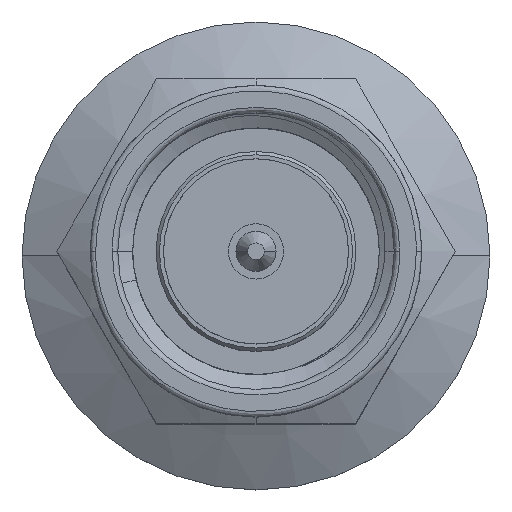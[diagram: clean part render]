
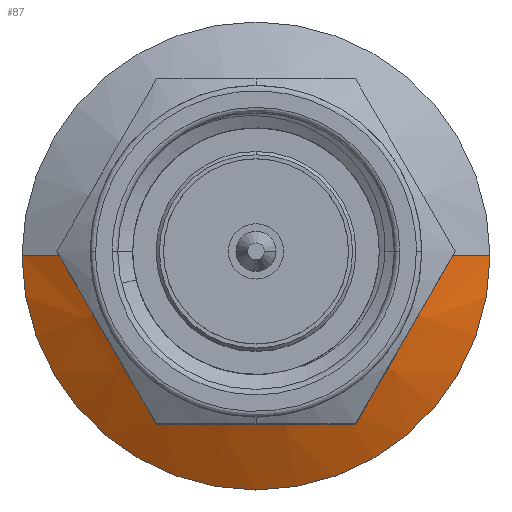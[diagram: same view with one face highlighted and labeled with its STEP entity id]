
A CAD part, top view. The second image highlights one B-rep face of the part: STEP entity #87.
In plain terms, the highlighted conical face has half-angle 60.912 degrees and reference radius 5.375 mm.
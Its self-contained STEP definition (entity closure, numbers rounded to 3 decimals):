
#16 = CIRCLE ( 'NONE', #2300, 5.375 ) ;
#87 = ADVANCED_FACE ( 'NONE', ( #5011 ), #371, .T. ) ;
#310 = ORIENTED_EDGE ( 'NONE', *, *, #2215, .T. ) ;
#371 = CONICAL_SURFACE ( 'NONE', #5524, 5.375, 1.063 ) ;
#638 = DIRECTION ( 'NONE',  ( 0., 1., 0. ) ) ;
#761 = EDGE_CURVE ( 'NONE', #1320, #2645, #4387, .T. ) ;
#830 = VERTEX_POINT ( 'NONE', #2063 ) ;
#1320 = VERTEX_POINT ( 'NONE', #4616 ) ;
#1323 = ORIENTED_EDGE ( 'NONE', *, *, #5152, .F. ) ;
#1329 = VERTEX_POINT ( 'NONE', #2435 ) ;
#1646 = AXIS2_PLACEMENT_3D ( 'NONE', #2701, #2284, #3606 ) ;
#1672 = CARTESIAN_POINT ( 'NONE',  ( 0., 0.5, 5.375 ) ) ;
#1904 = VECTOR ( 'NONE', #5183, 1000. ) ;
#1950 = DIRECTION ( 'NONE',  ( 0., 0., 1. ) ) ;
#2063 = CARTESIAN_POINT ( 'NONE',  ( 0., 0.5, 5.375 ) ) ;
#2215 = EDGE_CURVE ( 'NONE', #2645, #830, #16, .T. ) ;
#2284 = DIRECTION ( 'NONE',  ( 0., 1., 0. ) ) ;
#2300 = AXIS2_PLACEMENT_3D ( 'NONE', #4590, #638, #1950 ) ;
#2435 = CARTESIAN_POINT ( 'NONE',  ( 0., 2.5, 1.78 ) ) ;
#2465 = DIRECTION ( 'NONE',  ( 0., -1., 0. ) ) ;
#2645 = VERTEX_POINT ( 'NONE', #2768 ) ;
#2701 = CARTESIAN_POINT ( 'NONE',  ( 0., 2.5, 0. ) ) ;
#2768 = CARTESIAN_POINT ( 'NONE',  ( 0., 0.5, -5.375 ) ) ;
#2877 = ORIENTED_EDGE ( 'NONE', *, *, #3069, .F. ) ;
#2909 = DIRECTION ( 'NONE',  ( 0., 0., -1. ) ) ;
#3069 = EDGE_CURVE ( 'NONE', #1329, #830, #5682, .T. ) ;
#3366 = EDGE_LOOP ( 'NONE', ( #2877, #1323, #3954, #310 ) ) ;
#3416 = CIRCLE ( 'NONE', #1646, 1.78 ) ;
#3606 = DIRECTION ( 'NONE',  ( 0., 0., 1. ) ) ;
#3798 = CARTESIAN_POINT ( 'NONE',  ( 0., 0.5, 0. ) ) ;
#3954 = ORIENTED_EDGE ( 'NONE', *, *, #761, .T. ) ;
#4382 = VECTOR ( 'NONE', #5574, 1000. ) ;
#4387 = LINE ( 'NONE', #4741, #4382 ) ;
#4590 = CARTESIAN_POINT ( 'NONE',  ( 0., 0.5, 0. ) ) ;
#4616 = CARTESIAN_POINT ( 'NONE',  ( 0., 2.5, -1.78 ) ) ;
#4741 = CARTESIAN_POINT ( 'NONE',  ( 0., 0.5, -5.375 ) ) ;
#5011 = FACE_OUTER_BOUND ( 'NONE', #3366, .T. ) ;
#5152 = EDGE_CURVE ( 'NONE', #1320, #1329, #3416, .T. ) ;
#5183 = DIRECTION ( 'NONE',  ( 0., -0.486, 0.874 ) ) ;
#5524 = AXIS2_PLACEMENT_3D ( 'NONE', #3798, #2465, #2909 ) ;
#5574 = DIRECTION ( 'NONE',  ( 0., -0.486, -0.874 ) ) ;
#5682 = LINE ( 'NONE', #1672, #1904 ) ;
